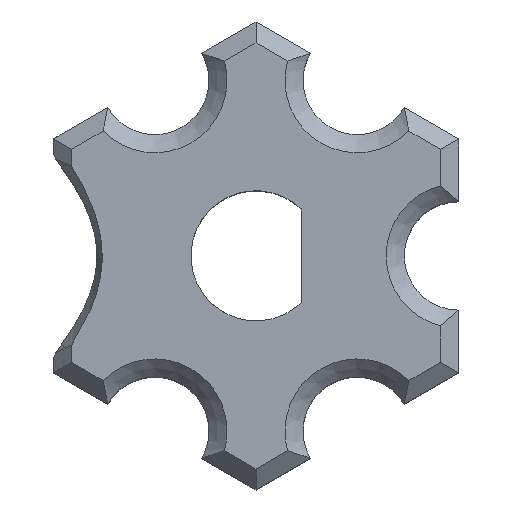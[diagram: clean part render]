
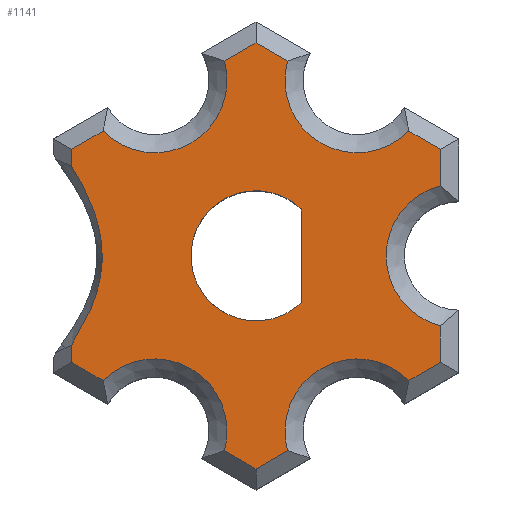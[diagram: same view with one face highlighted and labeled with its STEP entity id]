
A CAD part, top view. The second image highlights one B-rep face of the part: STEP entity #1141.
In plain terms, the highlighted planar face has unit normal (0, 0, 1).
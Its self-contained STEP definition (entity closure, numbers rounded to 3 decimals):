
#40=FACE_BOUND('',#197,.T.);
#61=B_SPLINE_CURVE_WITH_KNOTS('',3,(#1905,#1906,#1907,#1908,#1909,#1910,
#1911),.UNSPECIFIED.,.F.,.F.,(4,1,1,1,4),(0.01,0.141,
0.212,0.353,0.485),.UNSPECIFIED.);
#126=FACE_OUTER_BOUND('',#196,.T.);
#196=EDGE_LOOP('',(#850,#851,#852,#853,#854,#855,#856,#857,#858,#859,#860,
#861,#862,#863,#864,#865,#866,#867));
#197=EDGE_LOOP('',(#868,#869));
#244=CIRCLE('',#1208,1.8);
#256=CIRCLE('',#1239,2.);
#257=CIRCLE('',#1240,2.);
#258=CIRCLE('',#1241,2.);
#259=CIRCLE('',#1242,2.);
#260=CIRCLE('',#1243,2.);
#276=LINE('',#1649,#364);
#311=LINE('',#1901,#399);
#312=LINE('',#1903,#400);
#313=LINE('',#1913,#401);
#314=LINE('',#1915,#402);
#315=LINE('',#1919,#403);
#316=LINE('',#1921,#404);
#317=LINE('',#1925,#405);
#318=LINE('',#1927,#406);
#319=LINE('',#1931,#407);
#320=LINE('',#1933,#408);
#321=LINE('',#1937,#409);
#322=LINE('',#1939,#410);
#364=VECTOR('',#1320,10.);
#399=VECTOR('',#1419,10.);
#400=VECTOR('',#1420,10.);
#401=VECTOR('',#1421,10.);
#402=VECTOR('',#1422,10.);
#403=VECTOR('',#1425,10.);
#404=VECTOR('',#1426,10.);
#405=VECTOR('',#1429,10.);
#406=VECTOR('',#1430,10.);
#407=VECTOR('',#1433,10.);
#408=VECTOR('',#1434,10.);
#409=VECTOR('',#1437,10.);
#410=VECTOR('',#1438,10.);
#457=VERTEX_POINT('',#1646);
#458=VERTEX_POINT('',#1648);
#501=VERTEX_POINT('',#1899);
#502=VERTEX_POINT('',#1900);
#503=VERTEX_POINT('',#1902);
#504=VERTEX_POINT('',#1904);
#505=VERTEX_POINT('',#1912);
#506=VERTEX_POINT('',#1914);
#507=VERTEX_POINT('',#1916);
#508=VERTEX_POINT('',#1918);
#509=VERTEX_POINT('',#1920);
#510=VERTEX_POINT('',#1922);
#511=VERTEX_POINT('',#1924);
#512=VERTEX_POINT('',#1926);
#513=VERTEX_POINT('',#1928);
#514=VERTEX_POINT('',#1930);
#515=VERTEX_POINT('',#1932);
#516=VERTEX_POINT('',#1934);
#517=VERTEX_POINT('',#1936);
#518=VERTEX_POINT('',#1938);
#567=EDGE_CURVE('',#458,#457,#276,.T.);
#570=EDGE_CURVE('',#457,#458,#244,.T.);
#633=EDGE_CURVE('',#501,#502,#311,.T.);
#634=EDGE_CURVE('',#503,#501,#312,.T.);
#635=EDGE_CURVE('',#504,#503,#61,.T.);
#636=EDGE_CURVE('',#505,#504,#313,.T.);
#637=EDGE_CURVE('',#506,#505,#314,.T.);
#638=EDGE_CURVE('',#507,#506,#256,.T.);
#639=EDGE_CURVE('',#508,#507,#315,.T.);
#640=EDGE_CURVE('',#509,#508,#316,.T.);
#641=EDGE_CURVE('',#510,#509,#257,.T.);
#642=EDGE_CURVE('',#511,#510,#317,.T.);
#643=EDGE_CURVE('',#512,#511,#318,.T.);
#644=EDGE_CURVE('',#513,#512,#258,.T.);
#645=EDGE_CURVE('',#514,#513,#319,.T.);
#646=EDGE_CURVE('',#515,#514,#320,.T.);
#647=EDGE_CURVE('',#516,#515,#259,.T.);
#648=EDGE_CURVE('',#517,#516,#321,.T.);
#649=EDGE_CURVE('',#518,#517,#322,.T.);
#650=EDGE_CURVE('',#502,#518,#260,.T.);
#850=ORIENTED_EDGE('',*,*,#633,.F.);
#851=ORIENTED_EDGE('',*,*,#634,.F.);
#852=ORIENTED_EDGE('',*,*,#635,.F.);
#853=ORIENTED_EDGE('',*,*,#636,.F.);
#854=ORIENTED_EDGE('',*,*,#637,.F.);
#855=ORIENTED_EDGE('',*,*,#638,.F.);
#856=ORIENTED_EDGE('',*,*,#639,.F.);
#857=ORIENTED_EDGE('',*,*,#640,.F.);
#858=ORIENTED_EDGE('',*,*,#641,.F.);
#859=ORIENTED_EDGE('',*,*,#642,.F.);
#860=ORIENTED_EDGE('',*,*,#643,.F.);
#861=ORIENTED_EDGE('',*,*,#644,.F.);
#862=ORIENTED_EDGE('',*,*,#645,.F.);
#863=ORIENTED_EDGE('',*,*,#646,.F.);
#864=ORIENTED_EDGE('',*,*,#647,.F.);
#865=ORIENTED_EDGE('',*,*,#648,.F.);
#866=ORIENTED_EDGE('',*,*,#649,.F.);
#867=ORIENTED_EDGE('',*,*,#650,.F.);
#868=ORIENTED_EDGE('',*,*,#567,.T.);
#869=ORIENTED_EDGE('',*,*,#570,.T.);
#1087=PLANE('',#1238);
#1141=ADVANCED_FACE('',(#126,#40),#1087,.T.);
#1208=AXIS2_PLACEMENT_3D('',#1654,#1325,#1326);
#1238=AXIS2_PLACEMENT_3D('',#1898,#1417,#1418);
#1239=AXIS2_PLACEMENT_3D('',#1917,#1423,#1424);
#1240=AXIS2_PLACEMENT_3D('',#1923,#1427,#1428);
#1241=AXIS2_PLACEMENT_3D('',#1929,#1431,#1432);
#1242=AXIS2_PLACEMENT_3D('',#1935,#1435,#1436);
#1243=AXIS2_PLACEMENT_3D('',#1940,#1439,#1440);
#1320=DIRECTION('',(0.,-1.,0.));
#1325=DIRECTION('center_axis',(0.,0.,-1.));
#1326=DIRECTION('ref_axis',(0.694,-0.72,0.));
#1417=DIRECTION('center_axis',(0.,0.,1.));
#1418=DIRECTION('ref_axis',(1.,0.,0.));
#1419=DIRECTION('',(0.866,0.5,0.));
#1420=DIRECTION('',(0.,1.,0.));
#1421=DIRECTION('',(0.,1.,0.));
#1422=DIRECTION('',(-0.866,0.5,0.));
#1423=DIRECTION('center_axis',(0.,0.,1.));
#1424=DIRECTION('ref_axis',(1.,0.,0.));
#1425=DIRECTION('',(-0.866,0.5,0.));
#1426=DIRECTION('',(-0.866,-0.5,0.));
#1427=DIRECTION('center_axis',(0.,0.,1.));
#1428=DIRECTION('ref_axis',(-1.,0.,0.));
#1429=DIRECTION('',(-0.866,-0.5,0.));
#1430=DIRECTION('',(0.,-1.,0.));
#1431=DIRECTION('center_axis',(0.,0.,1.));
#1432=DIRECTION('ref_axis',(-1.,0.,0.));
#1433=DIRECTION('',(0.,-1.,0.));
#1434=DIRECTION('',(0.866,-0.5,0.));
#1435=DIRECTION('center_axis',(0.,0.,1.));
#1436=DIRECTION('ref_axis',(-1.,0.,0.));
#1437=DIRECTION('',(0.866,-0.5,0.));
#1438=DIRECTION('',(0.866,0.5,0.));
#1439=DIRECTION('center_axis',(0.,0.,1.));
#1440=DIRECTION('ref_axis',(1.,0.,0.));
#1646=CARTESIAN_POINT('',(1.25,-1.295,2.75));
#1648=CARTESIAN_POINT('',(1.25,1.295,2.75));
#1649=CARTESIAN_POINT('',(1.25,1.295,2.75));
#1654=CARTESIAN_POINT('Origin',(0.,0.,
2.75));
#1898=CARTESIAN_POINT('Origin',(0.,0.,2.75));
#1899=CARTESIAN_POINT('',(-5.1,2.944,2.75));
#1900=CARTESIAN_POINT('',(-4.227,3.448,2.75));
#1901=CARTESIAN_POINT('',(-1.15,5.225,2.75));
#1902=CARTESIAN_POINT('',(-5.1,2.469,2.75));
#1903=CARTESIAN_POINT('',(-5.1,1.617,2.75));
#1904=CARTESIAN_POINT('',(-5.1,-2.469,2.75));
#1905=CARTESIAN_POINT('Ctrl Pts',(-5.1,-2.469,2.75));
#1906=CARTESIAN_POINT('Ctrl Pts',(-4.755,-1.919,2.75));
#1907=CARTESIAN_POINT('Ctrl Pts',(-4.427,-1.222,2.75));
#1908=CARTESIAN_POINT('Ctrl Pts',(-4.194,-0.109,2.75));
#1909=CARTESIAN_POINT('Ctrl Pts',(-4.312,0.978,2.75));
#1910=CARTESIAN_POINT('Ctrl Pts',(-4.755,1.919,2.75));
#1911=CARTESIAN_POINT('Ctrl Pts',(-5.1,2.468,2.75));
#1912=CARTESIAN_POINT('',(-5.1,-2.944,2.75));
#1913=CARTESIAN_POINT('',(-5.1,1.617,2.75));
#1914=CARTESIAN_POINT('',(-4.227,-3.448,2.75));
#1915=CARTESIAN_POINT('',(-3.95,-3.608,2.75));
#1916=CARTESIAN_POINT('',(-0.873,-5.385,2.75));
#1917=CARTESIAN_POINT('Origin',(-2.8,-4.85,2.75));
#1918=CARTESIAN_POINT('',(0.,-5.889,2.75));
#1919=CARTESIAN_POINT('',(-3.95,-3.608,2.75));
#1920=CARTESIAN_POINT('',(0.873,-5.385,2.75));
#1921=CARTESIAN_POINT('',(1.15,-5.225,2.75));
#1922=CARTESIAN_POINT('',(4.227,-3.448,2.75));
#1923=CARTESIAN_POINT('Origin',(2.8,-4.85,2.75));
#1924=CARTESIAN_POINT('',(5.1,-2.944,2.75));
#1925=CARTESIAN_POINT('',(1.15,-5.225,2.75));
#1926=CARTESIAN_POINT('',(5.1,-1.936,2.75));
#1927=CARTESIAN_POINT('',(5.1,-1.617,2.75));
#1928=CARTESIAN_POINT('',(5.1,1.936,2.75));
#1929=CARTESIAN_POINT('Origin',(5.6,0.,2.75));
#1930=CARTESIAN_POINT('',(5.1,2.944,2.75));
#1931=CARTESIAN_POINT('',(5.1,-1.617,2.75));
#1932=CARTESIAN_POINT('',(4.227,3.448,2.75));
#1933=CARTESIAN_POINT('',(3.95,3.608,2.75));
#1934=CARTESIAN_POINT('',(0.873,5.385,2.75));
#1935=CARTESIAN_POINT('Origin',(2.8,4.85,2.75));
#1936=CARTESIAN_POINT('',(0.,5.889,2.75));
#1937=CARTESIAN_POINT('',(3.95,3.608,2.75));
#1938=CARTESIAN_POINT('',(-0.873,5.385,2.75));
#1939=CARTESIAN_POINT('',(-1.15,5.225,2.75));
#1940=CARTESIAN_POINT('Origin',(-2.8,4.85,2.75));
